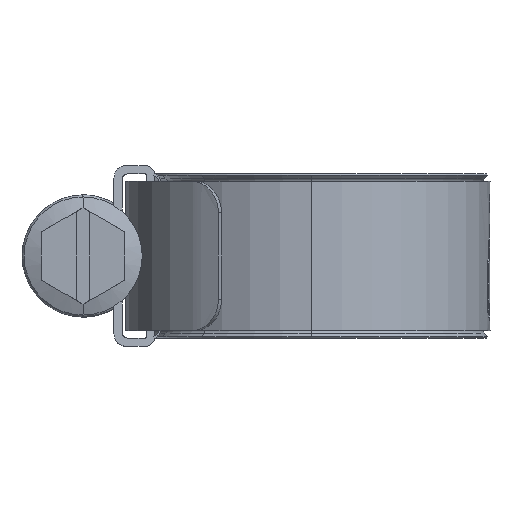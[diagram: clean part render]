
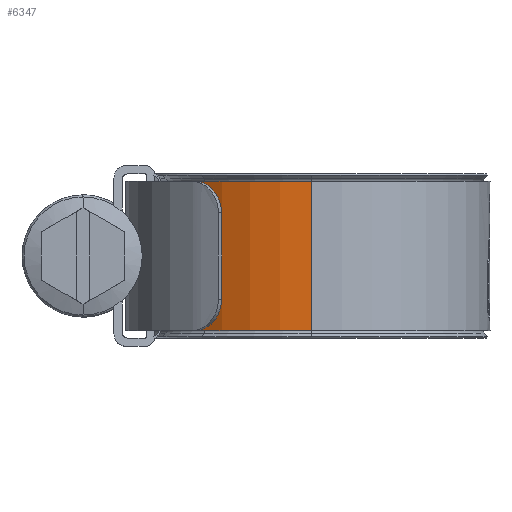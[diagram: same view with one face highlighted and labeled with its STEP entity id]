
A CAD part, left-side view. The second image highlights one B-rep face of the part: STEP entity #6347.
In plain terms, the highlighted cylindrical face has radius 17.1 mm (diameter 34.2 mm), a partial arc.
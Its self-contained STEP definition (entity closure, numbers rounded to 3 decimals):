
#735 = AXIS2_PLACEMENT_3D ( 'NONE', #7912, #2606, #6796 ) ;
#1399 = LINE ( 'NONE', #2646, #12803 ) ;
#1868 = VERTEX_POINT ( 'NONE', #8806 ) ;
#2145 = DIRECTION ( 'NONE',  ( 0., 0., -1. ) ) ;
#2534 = FACE_OUTER_BOUND ( 'NONE', #8641, .T. ) ;
#2606 = DIRECTION ( 'NONE',  ( 0., 0., -1. ) ) ;
#2646 = CARTESIAN_POINT ( 'NONE',  ( 0., 17.1, 7.135 ) ) ;
#3023 = ORIENTED_EDGE ( 'NONE', *, *, #10027, .F. ) ;
#3507 = CIRCLE ( 'NONE', #5299, 17.1 ) ;
#4256 = LINE ( 'NONE', #9283, #9484 ) ;
#4850 = DIRECTION ( 'NONE',  ( 1., 0., 0. ) ) ;
#4921 = DIRECTION ( 'NONE',  ( 0., 0., 1. ) ) ;
#5299 = AXIS2_PLACEMENT_3D ( 'NONE', #10228, #4921, #4850 ) ;
#5453 = CARTESIAN_POINT ( 'NONE',  ( -17.1, 0., 7.135 ) ) ;
#5618 = CYLINDRICAL_SURFACE ( 'NONE', #735, 17.1 ) ;
#5860 = VERTEX_POINT ( 'NONE', #7532 ) ;
#5906 = CIRCLE ( 'NONE', #10145, 17.1 ) ;
#6347 = ADVANCED_FACE ( 'NONE', ( #2534 ), #5618, .T. ) ;
#6796 = DIRECTION ( 'NONE',  ( -1., 0., 0. ) ) ;
#6902 = ORIENTED_EDGE ( 'NONE', *, *, #8638, .T. ) ;
#7217 = CARTESIAN_POINT ( 'NONE',  ( 0., 17.1, -7.135 ) ) ;
#7332 = VERTEX_POINT ( 'NONE', #5453 ) ;
#7532 = CARTESIAN_POINT ( 'NONE',  ( -17.1, 0., -7.135 ) ) ;
#7912 = CARTESIAN_POINT ( 'NONE',  ( 0., 0., 7.135 ) ) ;
#7933 = DIRECTION ( 'NONE',  ( 0., 0., 1. ) ) ;
#8262 = ORIENTED_EDGE ( 'NONE', *, *, #9530, .T. ) ;
#8638 = EDGE_CURVE ( 'NONE', #11874, #5860, #5906, .T. ) ;
#8641 = EDGE_LOOP ( 'NONE', ( #3023, #12166, #8262, #6902 ) ) ;
#8806 = CARTESIAN_POINT ( 'NONE',  ( 0., 17.1, 7.135 ) ) ;
#9283 = CARTESIAN_POINT ( 'NONE',  ( -17.1, 0., 7.135 ) ) ;
#9484 = VECTOR ( 'NONE', #2145, 1000. ) ;
#9530 = EDGE_CURVE ( 'NONE', #1868, #11874, #1399, .T. ) ;
#10027 = EDGE_CURVE ( 'NONE', #7332, #5860, #4256, .T. ) ;
#10145 = AXIS2_PLACEMENT_3D ( 'NONE', #12053, #7933, #13102 ) ;
#10228 = CARTESIAN_POINT ( 'NONE',  ( 0., 0., 7.135 ) ) ;
#11874 = VERTEX_POINT ( 'NONE', #7217 ) ;
#12053 = CARTESIAN_POINT ( 'NONE',  ( 0., 0., -7.135 ) ) ;
#12134 = DIRECTION ( 'NONE',  ( 0., 0., -1. ) ) ;
#12166 = ORIENTED_EDGE ( 'NONE', *, *, #12668, .F. ) ;
#12668 = EDGE_CURVE ( 'NONE', #1868, #7332, #3507, .T. ) ;
#12803 = VECTOR ( 'NONE', #12134, 1000. ) ;
#13102 = DIRECTION ( 'NONE',  ( 1., 0., 0. ) ) ;
